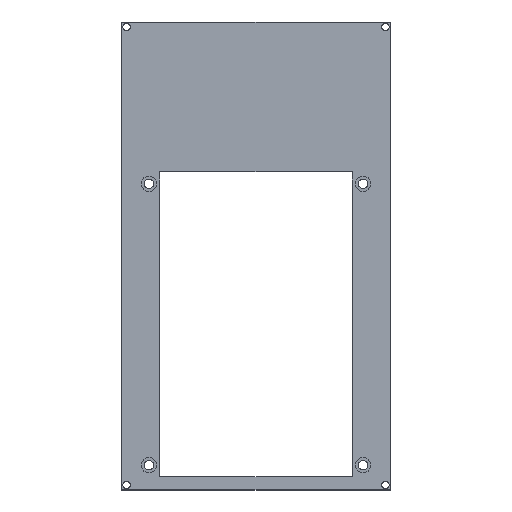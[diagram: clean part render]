
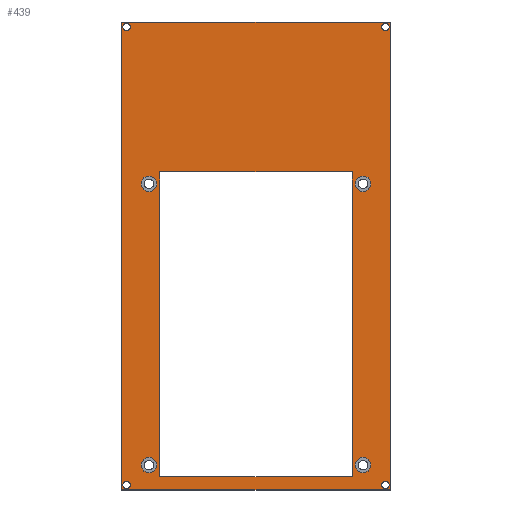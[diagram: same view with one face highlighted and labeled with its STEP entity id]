
A CAD part, top view. The second image highlights one B-rep face of the part: STEP entity #439.
In plain terms, the highlighted planar face has unit normal (0, 0, 1).
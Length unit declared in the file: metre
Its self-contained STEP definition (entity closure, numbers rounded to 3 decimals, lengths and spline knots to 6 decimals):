
#25=LINE('',#654,#49);
#29=LINE('',#663,#53);
#32=LINE('',#669,#56);
#35=LINE('',#675,#59);
#39=LINE('',#684,#63);
#42=LINE('',#690,#66);
#44=LINE('',#702,#68);
#46=LINE('',#705,#70);
#49=VECTOR('',#532,1.);
#53=VECTOR('',#538,1.);
#56=VECTOR('',#543,1.);
#59=VECTOR('',#548,1.);
#63=VECTOR('',#554,1.);
#66=VECTOR('',#559,1.);
#68=VECTOR('',#575,1.);
#70=VECTOR('',#579,1.);
#152=ORIENTED_EDGE('',*,*,#215,.F.);
#153=ORIENTED_EDGE('',*,*,#214,.F.);
#154=ORIENTED_EDGE('',*,*,#213,.F.);
#155=ORIENTED_EDGE('',*,*,#212,.F.);
#156=ORIENTED_EDGE('',*,*,#177,.F.);
#157=ORIENTED_EDGE('',*,*,#181,.T.);
#158=ORIENTED_EDGE('',*,*,#184,.T.);
#159=ORIENTED_EDGE('',*,*,#199,.F.);
#160=ORIENTED_EDGE('',*,*,#210,.F.);
#161=ORIENTED_EDGE('',*,*,#208,.F.);
#162=ORIENTED_EDGE('',*,*,#206,.F.);
#163=ORIENTED_EDGE('',*,*,#204,.F.);
#164=ORIENTED_EDGE('',*,*,#187,.F.);
#165=ORIENTED_EDGE('',*,*,#191,.T.);
#166=ORIENTED_EDGE('',*,*,#194,.T.);
#167=ORIENTED_EDGE('',*,*,#201,.F.);
#177=EDGE_CURVE('',#225,#226,#25,.T.);
#181=EDGE_CURVE('',#225,#229,#29,.T.);
#184=EDGE_CURVE('',#229,#231,#32,.T.);
#187=EDGE_CURVE('',#233,#234,#35,.T.);
#191=EDGE_CURVE('',#233,#237,#39,.T.);
#194=EDGE_CURVE('',#237,#239,#42,.T.);
#199=EDGE_CURVE('',#226,#231,#44,.T.);
#201=EDGE_CURVE('',#234,#239,#46,.T.);
#204=EDGE_CURVE('',#244,#244,#268,.T.);
#206=EDGE_CURVE('',#246,#246,#270,.T.);
#208=EDGE_CURVE('',#248,#248,#272,.T.);
#210=EDGE_CURVE('',#250,#250,#274,.T.);
#212=EDGE_CURVE('',#252,#252,#276,.T.);
#213=EDGE_CURVE('',#253,#253,#277,.T.);
#214=EDGE_CURVE('',#254,#254,#278,.T.);
#215=EDGE_CURVE('',#255,#255,#279,.T.);
#225=VERTEX_POINT('',#653);
#226=VERTEX_POINT('',#655);
#229=VERTEX_POINT('',#662);
#231=VERTEX_POINT('',#668);
#233=VERTEX_POINT('',#674);
#234=VERTEX_POINT('',#676);
#237=VERTEX_POINT('',#683);
#239=VERTEX_POINT('',#689);
#244=VERTEX_POINT('',#711);
#246=VERTEX_POINT('',#716);
#248=VERTEX_POINT('',#721);
#250=VERTEX_POINT('',#726);
#252=VERTEX_POINT('',#733);
#253=VERTEX_POINT('',#736);
#254=VERTEX_POINT('',#739);
#255=VERTEX_POINT('',#742);
#268=CIRCLE('',#481,0.0015);
#270=CIRCLE('',#484,0.0015);
#272=CIRCLE('',#487,0.0015);
#274=CIRCLE('',#490,0.0015);
#276=CIRCLE('',#495,0.003125);
#277=CIRCLE('',#497,0.003125);
#278=CIRCLE('',#499,0.003125);
#279=CIRCLE('',#501,0.003125);
#330=EDGE_LOOP('',(#152));
#331=EDGE_LOOP('',(#153));
#332=EDGE_LOOP('',(#154));
#333=EDGE_LOOP('',(#155));
#334=EDGE_LOOP('',(#156,#157,#158,#159));
#335=EDGE_LOOP('',(#160));
#336=EDGE_LOOP('',(#161));
#337=EDGE_LOOP('',(#162));
#338=EDGE_LOOP('',(#163));
#339=EDGE_LOOP('',(#164,#165,#166,#167));
#390=FACE_BOUND('',#330,.T.);
#391=FACE_BOUND('',#331,.T.);
#392=FACE_BOUND('',#332,.T.);
#393=FACE_BOUND('',#333,.T.);
#394=FACE_BOUND('',#334,.T.);
#395=FACE_BOUND('',#335,.T.);
#396=FACE_BOUND('',#336,.T.);
#397=FACE_BOUND('',#337,.T.);
#398=FACE_BOUND('',#338,.T.);
#399=FACE_BOUND('',#339,.T.);
#413=PLANE('',#502);
#439=ADVANCED_FACE('',(#390,#391,#392,#393,#394,#395,#396,#397,#398,#399),
#413,.T.);
#481=AXIS2_PLACEMENT_3D('',#710,#585,#586);
#484=AXIS2_PLACEMENT_3D('',#715,#591,#592);
#487=AXIS2_PLACEMENT_3D('',#720,#597,#598);
#490=AXIS2_PLACEMENT_3D('',#725,#603,#604);
#495=AXIS2_PLACEMENT_3D('',#732,#613,#614);
#497=AXIS2_PLACEMENT_3D('',#735,#617,#618);
#499=AXIS2_PLACEMENT_3D('',#738,#621,#622);
#501=AXIS2_PLACEMENT_3D('',#741,#625,#626);
#502=AXIS2_PLACEMENT_3D('',#743,#627,#628);
#532=DIRECTION('',(-1.,0.,0.));
#538=DIRECTION('',(0.,-1.,0.));
#543=DIRECTION('',(-1.,0.,0.));
#548=DIRECTION('',(0.,1.,0.));
#554=DIRECTION('',(1.,0.,0.));
#559=DIRECTION('',(0.,1.,0.));
#575=DIRECTION('',(0.,-1.,0.));
#579=DIRECTION('',(1.,0.,0.));
#585=DIRECTION('',(0.,0.,1.));
#586=DIRECTION('',(1.,0.,0.));
#591=DIRECTION('',(0.,0.,1.));
#592=DIRECTION('',(1.,0.,0.));
#597=DIRECTION('',(0.,0.,1.));
#598=DIRECTION('',(1.,0.,0.));
#603=DIRECTION('',(0.,0.,1.));
#604=DIRECTION('',(1.,0.,0.));
#613=DIRECTION('',(0.,0.,1.));
#614=DIRECTION('',(1.,0.,0.));
#617=DIRECTION('',(0.,0.,1.));
#618=DIRECTION('',(1.,0.,0.));
#621=DIRECTION('',(0.,0.,1.));
#622=DIRECTION('',(1.,0.,0.));
#625=DIRECTION('',(0.,0.,1.));
#626=DIRECTION('',(1.,0.,0.));
#627=DIRECTION('',(0.,0.,1.));
#628=DIRECTION('',(1.,0.,0.));
#653=CARTESIAN_POINT('',(0.03875,0.12375,0.003));
#654=CARTESIAN_POINT('',(0.,0.12375,0.003));
#655=CARTESIAN_POINT('',(-0.03875,0.12375,0.003));
#662=CARTESIAN_POINT('',(0.03875,0.00125,0.003));
#663=CARTESIAN_POINT('',(0.03875,0.0625,0.003));
#668=CARTESIAN_POINT('',(-0.03875,0.00125,0.003));
#669=CARTESIAN_POINT('',(0.,0.00125,0.003));
#674=CARTESIAN_POINT('',(-0.054,-0.004,0.003));
#675=CARTESIAN_POINT('',(-0.054,0.09,0.003));
#676=CARTESIAN_POINT('',(-0.054,0.184,0.003));
#683=CARTESIAN_POINT('',(0.054,-0.004,0.003));
#684=CARTESIAN_POINT('',(0.,-0.004,0.003));
#689=CARTESIAN_POINT('',(0.054,0.184,0.003));
#690=CARTESIAN_POINT('',(0.054,0.09,0.003));
#702=CARTESIAN_POINT('',(-0.03875,0.0625,0.003));
#705=CARTESIAN_POINT('',(0.,0.184,0.003));
#710=CARTESIAN_POINT('',(0.052,0.182,0.003));
#711=CARTESIAN_POINT('',(0.0535,0.182,0.003));
#715=CARTESIAN_POINT('',(-0.052,-0.002,0.003));
#716=CARTESIAN_POINT('',(-0.0505,-0.002,0.003));
#720=CARTESIAN_POINT('',(0.052,-0.002,0.003));
#721=CARTESIAN_POINT('',(0.0535,-0.002,0.003));
#725=CARTESIAN_POINT('',(-0.052,0.182,0.003));
#726=CARTESIAN_POINT('',(-0.0505,0.182,0.003));
#732=CARTESIAN_POINT('',(-0.043,0.119,0.003));
#733=CARTESIAN_POINT('',(-0.039875,0.119,0.003));
#735=CARTESIAN_POINT('',(-0.043,0.006,0.003));
#736=CARTESIAN_POINT('',(-0.039875,0.006,0.003));
#738=CARTESIAN_POINT('',(0.043,0.006,0.003));
#739=CARTESIAN_POINT('',(0.046125,0.006,0.003));
#741=CARTESIAN_POINT('',(0.043,0.119,0.003));
#742=CARTESIAN_POINT('',(0.046125,0.119,0.003));
#743=CARTESIAN_POINT('',(0.,0.09,0.003));
